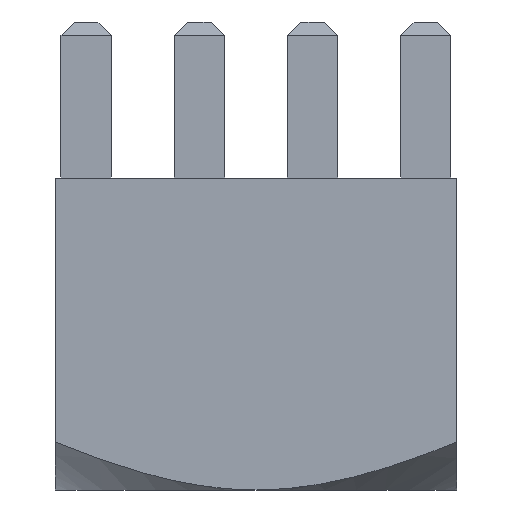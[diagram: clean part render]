
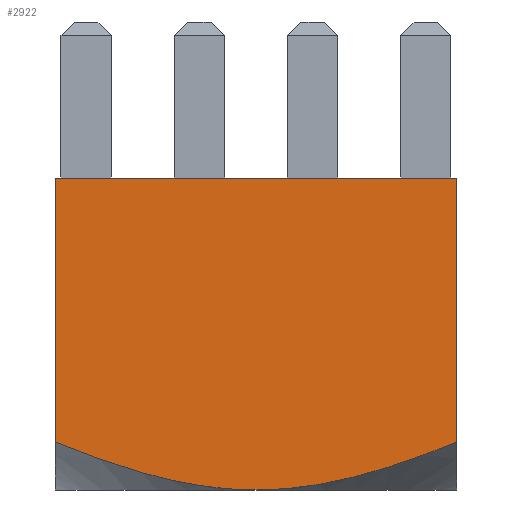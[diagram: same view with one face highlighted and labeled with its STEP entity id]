
A CAD part, left-side view. The second image highlights one B-rep face of the part: STEP entity #2922.
In plain terms, the highlighted planar face has unit normal (-1, 0, 0).
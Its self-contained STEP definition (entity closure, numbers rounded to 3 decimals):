
#346 = EDGE_CURVE ( 'NONE', #3784, #3752, #4033, .T. ) ;
#347 = EDGE_CURVE ( 'NONE', #3752, #3735, #3695, .T. ) ;
#348 = EDGE_CURVE ( 'NONE', #3735, #3747, #3689, .T. ) ;
#349 = EDGE_CURVE ( 'NONE', #3778, #3747, #4052, .T. ) ;
#680 = CARTESIAN_POINT ( 'NONE',  ( -4.5, 0., 0. ) ) ;
#692 = CARTESIAN_POINT ( 'NONE',  ( -4.5, -4.5, 1.076 ) ) ;
#697 = CARTESIAN_POINT ( 'NONE',  ( -4.5, 4.5, 1.076 ) ) ;
#723 = CARTESIAN_POINT ( 'NONE',  ( -4.5, -4.5, 7. ) ) ;
#729 = CARTESIAN_POINT ( 'NONE',  ( -4.5, 4.5, 7. ) ) ;
#1454 = ORIENTED_EDGE ( 'NONE', *, *, #2893, .F. ) ;
#1525 = ORIENTED_EDGE ( 'NONE', *, *, #349, .F. ) ;
#1535 = ORIENTED_EDGE ( 'NONE', *, *, #348, .T. ) ;
#1667 = AXIS2_PLACEMENT_3D ( 'NONE', #2140, #2146, #2147 ) ;
#2031 = LINE ( 'NONE', #2033, #3671 ) ;
#2033 = CARTESIAN_POINT ( 'NONE',  ( -4.5, -4.5, 7. ) ) ;
#2034 = DIRECTION ( 'NONE',  ( 0., -1., 0. ) ) ;
#2140 = CARTESIAN_POINT ( 'NONE',  ( -4.5, -4.5, 7. ) ) ;
#2143 = FACE_OUTER_BOUND ( 'NONE', #3077, .T. ) ;
#2144 = PLANE ( 'NONE',  #1667 ) ;
#2146 = DIRECTION ( 'NONE',  ( 1., 0., 0. ) ) ;
#2147 = DIRECTION ( 'NONE',  ( 0., 0., -1. ) ) ;
#2893 = EDGE_CURVE ( 'NONE', #3784, #3778, #2031, .T. ) ;
#2922 = ADVANCED_FACE ( 'NONE', ( #2143 ), #2144, .F. ) ;
#3077 = EDGE_LOOP ( 'NONE', ( #3247, #3248, #1535, #1525, #1454 ) ) ;
#3247 = ORIENTED_EDGE ( 'NONE', *, *, #346, .T. ) ;
#3248 = ORIENTED_EDGE ( 'NONE', *, *, #347, .T. ) ;
#3484 = VECTOR ( 'NONE', #4043, 1000. ) ;
#3486 = VECTOR ( 'NONE', #4062, 1000. ) ;
#3671 = VECTOR ( 'NONE', #2034, 1000. ) ;
#3689 = B_SPLINE_CURVE_WITH_KNOTS ( 'NONE', 3,
 ( #4036, #4044, #4054, #4055, #4056, #4057, #4058, #4059 ),
 .UNSPECIFIED., .F., .F.,
 ( 4, 2, 2, 4 ),
 ( 0.016, 0.018, 0.019, 0.021 ),
 .UNSPECIFIED. ) ;
#3695 = B_SPLINE_CURVE_WITH_KNOTS ( 'NONE', 3,
 ( #4045, #4042, #4039, #4046, #4047, #4048, #4049, #4050 ),
 .UNSPECIFIED., .F., .F.,
 ( 4, 2, 2, 4 ),
 ( 0.012, 0.013, 0.014, 0.016 ),
 .UNSPECIFIED. ) ;
#3735 = VERTEX_POINT ( 'NONE', #680 ) ;
#3747 = VERTEX_POINT ( 'NONE', #692 ) ;
#3752 = VERTEX_POINT ( 'NONE', #697 ) ;
#3778 = VERTEX_POINT ( 'NONE', #723 ) ;
#3784 = VERTEX_POINT ( 'NONE', #729 ) ;
#4033 = LINE ( 'NONE', #4041, #3484 ) ;
#4036 = CARTESIAN_POINT ( 'NONE',  ( -4.5, 0., 0. ) ) ;
#4039 = CARTESIAN_POINT ( 'NONE',  ( -4.5, 3.777, 0.79 ) ) ;
#4041 = CARTESIAN_POINT ( 'NONE',  ( -4.5, 4.5, 7. ) ) ;
#4042 = CARTESIAN_POINT ( 'NONE',  ( -4.5, 4.14, 0.929 ) ) ;
#4043 = DIRECTION ( 'NONE',  ( 0., 0., -1. ) ) ;
#4044 = CARTESIAN_POINT ( 'NONE',  ( -4.5, -0.387, 0. ) ) ;
#4045 = CARTESIAN_POINT ( 'NONE',  ( -4.5, 4.5, 1.076 ) ) ;
#4046 = CARTESIAN_POINT ( 'NONE',  ( -4.5, 3.04, 0.533 ) ) ;
#4047 = CARTESIAN_POINT ( 'NONE',  ( -4.5, 2.667, 0.416 ) ) ;
#4048 = CARTESIAN_POINT ( 'NONE',  ( -4.5, 1.543, 0.121 ) ) ;
#4049 = CARTESIAN_POINT ( 'NONE',  ( -4.5, 0.781, 0. ) ) ;
#4050 = CARTESIAN_POINT ( 'NONE',  ( -4.5, 0., 0. ) ) ;
#4052 = LINE ( 'NONE', #4061, #3486 ) ;
#4054 = CARTESIAN_POINT ( 'NONE',  ( -4.5, -0.78, 0.03 ) ) ;
#4055 = CARTESIAN_POINT ( 'NONE',  ( -4.5, -1.547, 0.141 ) ) ;
#4056 = CARTESIAN_POINT ( 'NONE',  ( -4.5, -1.925, 0.221 ) ) ;
#4057 = CARTESIAN_POINT ( 'NONE',  ( -4.5, -3.047, 0.516 ) ) ;
#4058 = CARTESIAN_POINT ( 'NONE',  ( -4.5, -3.782, 0.783 ) ) ;
#4059 = CARTESIAN_POINT ( 'NONE',  ( -4.5, -4.5, 1.076 ) ) ;
#4061 = CARTESIAN_POINT ( 'NONE',  ( -4.5, -4.5, 7. ) ) ;
#4062 = DIRECTION ( 'NONE',  ( 0., 0., -1. ) ) ;
